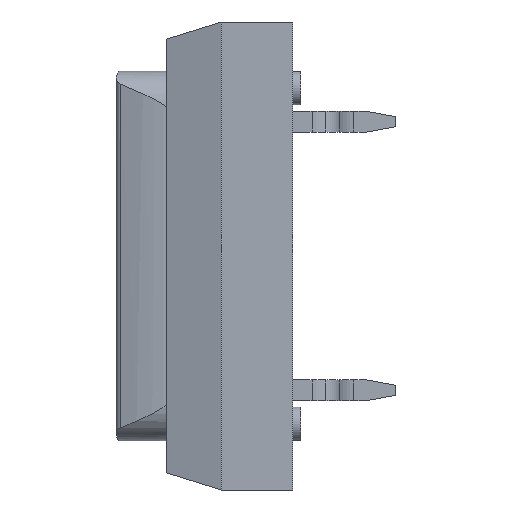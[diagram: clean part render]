
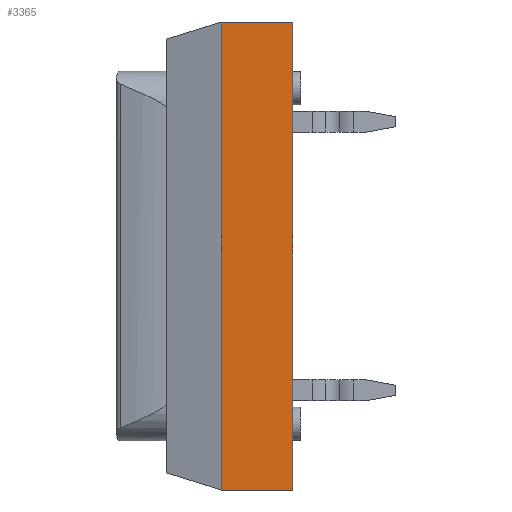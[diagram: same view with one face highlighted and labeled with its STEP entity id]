
A CAD part, left-side view. The second image highlights one B-rep face of the part: STEP entity #3365.
In plain terms, the highlighted face is planar.
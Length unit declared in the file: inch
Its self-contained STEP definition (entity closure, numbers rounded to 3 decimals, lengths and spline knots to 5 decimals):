
#114=LINE('',#4872,#520);
#159=LINE('',#4965,#565);
#177=LINE('',#5008,#583);
#178=LINE('',#5009,#584);
#520=VECTOR('',#3894,39.37008);
#565=VECTOR('',#3949,39.37008);
#583=VECTOR('',#3983,39.37008);
#584=VECTOR('',#3984,39.37008);
#1003=ORIENTED_EDGE('',*,*,#1977,.T.);
#1004=ORIENTED_EDGE('',*,*,#1978,.T.);
#1005=ORIENTED_EDGE('',*,*,#1955,.T.);
#1006=ORIENTED_EDGE('',*,*,#1910,.T.);
#1910=EDGE_CURVE('',#2397,#2400,#114,.T.);
#1955=EDGE_CURVE('',#2444,#2397,#159,.T.);
#1977=EDGE_CURVE('',#2400,#2449,#177,.T.);
#1978=EDGE_CURVE('',#2449,#2444,#178,.T.);
#2397=VERTEX_POINT('',#4866);
#2400=VERTEX_POINT('',#4871);
#2444=VERTEX_POINT('',#4966);
#2449=VERTEX_POINT('',#4981);
#2801=EDGE_LOOP('',(#1003,#1004,#1005,#1006));
#3019=FACE_BOUND('',#2801,.T.);
#3218=PLANE('',#3600);
#3365=ADVANCED_FACE('',(#3019),#3218,.T.);
#3600=AXIS2_PLACEMENT_3D('',#5007,#3981,#3982);
#3894=DIRECTION('',(1.,0.,0.));
#3949=DIRECTION('',(0.,-1.,0.));
#3981=DIRECTION('',(0.,0.,1.));
#3982=DIRECTION('',(1.,0.,0.));
#3983=DIRECTION('',(0.,1.,0.));
#3984=DIRECTION('',(-1.,0.,0.));
#4866=CARTESIAN_POINT('',(-0.3485,0.,0.3485));
#4871=CARTESIAN_POINT('',(0.3485,0.,0.3485));
#4872=CARTESIAN_POINT('',(-0.3485,0.,0.3485));
#4965=CARTESIAN_POINT('',(-0.3485,0.106,0.3485));
#4966=CARTESIAN_POINT('',(-0.3485,0.106,0.3485));
#4981=CARTESIAN_POINT('',(0.3485,0.106,0.3485));
#5007=CARTESIAN_POINT('',(0.,0.,0.3485));
#5008=CARTESIAN_POINT('',(0.3485,0.,0.3485));
#5009=CARTESIAN_POINT('',(0.,0.106,0.3485));
